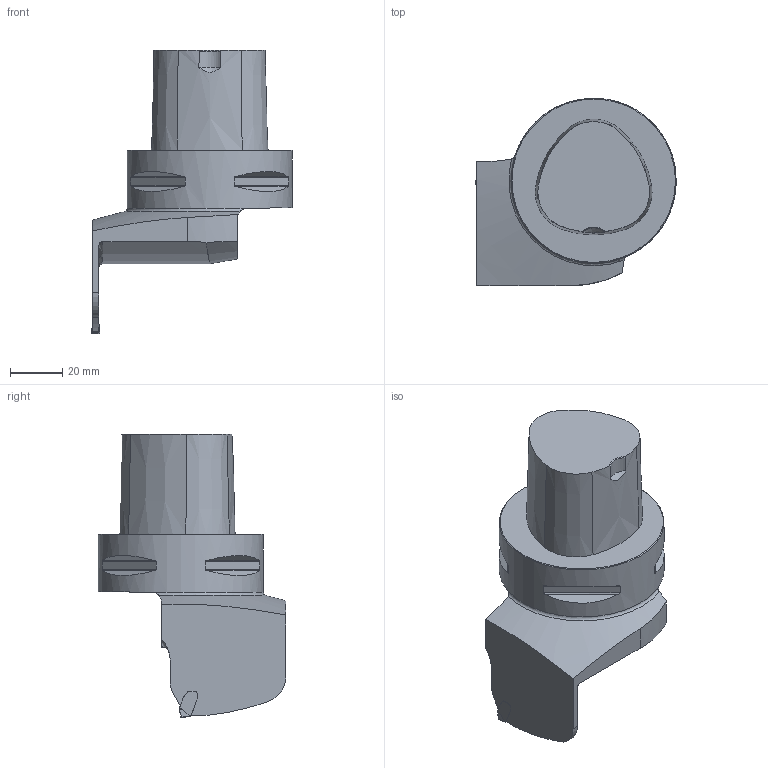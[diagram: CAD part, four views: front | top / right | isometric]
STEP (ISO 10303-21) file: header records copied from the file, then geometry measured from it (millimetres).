
FILE_DESCRIPTION(/* description */ (''),/* implementation_level */ '2;1');
FILE_NAME(/* name */ 'toolassembly_1.stp',/* time_stamp */ '2019-12-23T09:25:38+01:00',/* author */ (''),/* organization */ ('SMS'),/* preprocessor_version */ 'ST-DEVELOPER v16.7',/* originating_system */ 'SIEMENS PLM Software NX 12.0',/* authorisation */ '');
FILE_SCHEMA (('AUTOMOTIVE_DESIGN { 1 0 10303 214 3 1 1 1 }'));
Length unit declared in the file: millimetre
Products named in the file (4): ASSEMBLY_CONSTRUCTION; CUT_20191223092510; NOCUT_20191223092418; TOOLASSEMBLY_1
Assembly tree (3 placements, depth 2):
  TOOLASSEMBLY_1
    NOCUT_20191223092418
    CUT_20191223092510
    ASSEMBLY_CONSTRUCTION
Bounding box: 76.5 x 71.5 x 108 mm (x, y, z)
Volume: 169873.1 mm3; surface area: 23652.5 mm2
Topology: 2 solids, 2 shells, 121 faces, 327 edges, 222 vertices
Faces by surface type: plane 56, cylinder 43, cone 10, extrusion 7, torus 3, bspline 2
Full cylindrical faces by diameter (mm): 63 x1
Entity records: 4489 total; most frequent: CARTESIAN_POINT 1297, ORIENTED_EDGE 646, DIRECTION 625, EDGE_CURVE 323, AXIS2_PLACEMENT_3D 226, VERTEX_POINT 213, VECTOR 173, LINE 166
